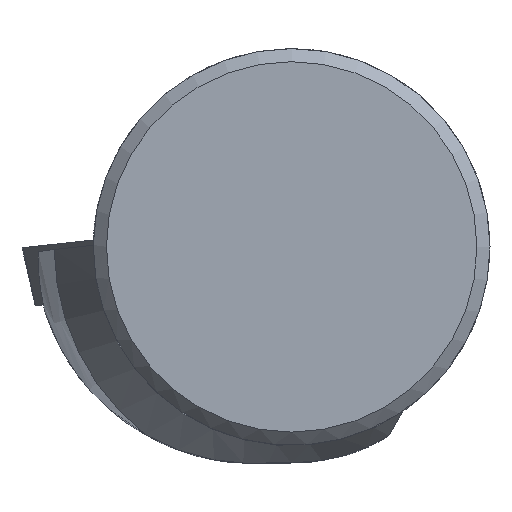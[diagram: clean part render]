
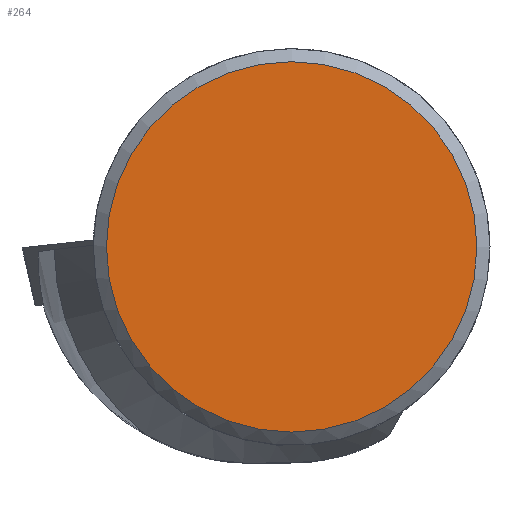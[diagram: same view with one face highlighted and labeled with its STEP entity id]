
A CAD part, top view. The second image highlights one B-rep face of the part: STEP entity #264.
In plain terms, the highlighted planar face has unit normal (0, 0, 1).
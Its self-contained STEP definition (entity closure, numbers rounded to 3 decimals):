
#125=PLANE('',#834);
#148=FACE_OUTER_BOUND('',#353,.T.);
#264=ADVANCED_FACE('',(#148),#125,.T.);
#353=EDGE_LOOP('',(#475));
#475=ORIENTED_EDGE('',*,*,#656,.F.);
#591=VERTEX_POINT('',#1196);
#656=EDGE_CURVE('',#591,#591,#717,.T.);
#717=CIRCLE('',#822,7.471);
#822=AXIS2_PLACEMENT_3D('',#1195,#941,#942);
#834=AXIS2_PLACEMENT_3D('',#1340,#971,#972);
#941=DIRECTION('',(0.,0.,-1.));
#942=DIRECTION('',(1.,0.,0.));
#971=DIRECTION('',(0.,0.,1.));
#972=DIRECTION('',(1.,0.,0.));
#1195=CARTESIAN_POINT('',(0.,0.,0.));
#1196=CARTESIAN_POINT('',(7.471,0.,0.));
#1340=CARTESIAN_POINT('',(0.,0.,0.));
